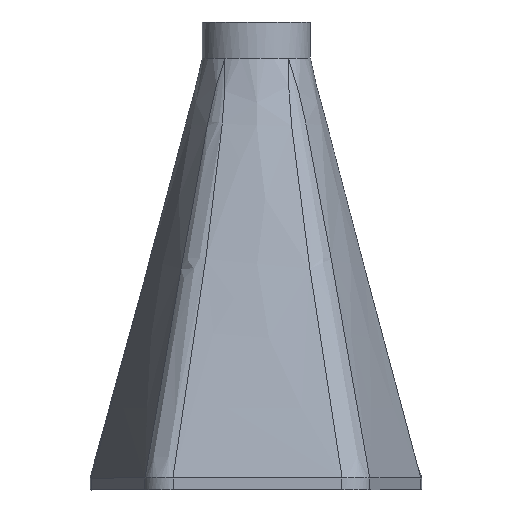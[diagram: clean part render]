
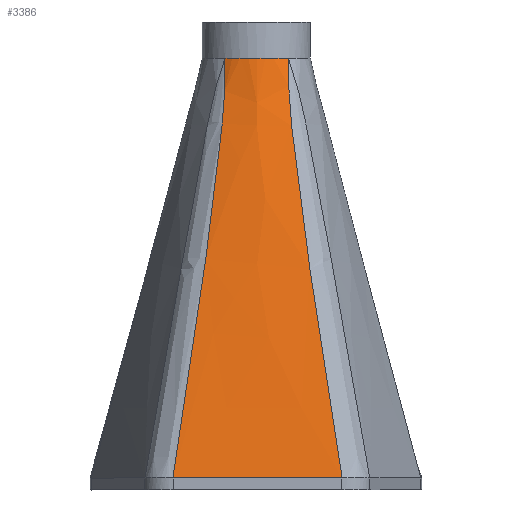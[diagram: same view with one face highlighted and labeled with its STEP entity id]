
A CAD part, front view. The second image highlights one B-rep face of the part: STEP entity #3386.
In plain terms, the highlighted free-form (B-spline) face has degree [3, 3] with [5, 4] control points.
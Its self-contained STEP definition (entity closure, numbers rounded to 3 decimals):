
#55=B_SPLINE_SURFACE_WITH_KNOTS('',3,3,((#10821,#10822,#10823,#10824),(#10825,
#10826,#10827,#10828),(#10829,#10830,#10831,#10832),(#10833,#10834,#10835,
#10836),(#10837,#10838,#10839,#10840)),.UNSPECIFIED.,.F.,.F.,.F.,(4,1,4),
(4,4),(0.,0.571,1.),(0.,1.),.UNSPECIFIED.);
#312=FACE_OUTER_BOUND('',#520,.T.);
#520=EDGE_LOOP('',(#2719,#2720,#2721,#2722,#2723,#2724));
#673=CIRCLE('',#3643,9.);
#909=B_SPLINE_CURVE_WITH_KNOTS('',3,(#10715,#10716,#10717,#10718,#10719,
#10720,#10721,#10722,#10723,#10724,#10725,#10726,#10727,#10728,#10729,#10730,
#10731,#10732,#10733,#10734),.UNSPECIFIED.,.F.,.F.,(4,1,1,1,1,1,1,1,1,1,
1,1,1,1,1,2,4),(-7.24,-6.528,-5.803,-5.077,
-4.352,-3.989,-3.627,-3.264,
-2.901,-2.539,-2.176,-1.813,
-1.451,-0.725,-0.363,0.,0.005),
 .UNSPECIFIED.);
#912=B_SPLINE_CURVE_WITH_KNOTS('',3,(#10811,#10812,#10813,#10814),
 .UNSPECIFIED.,.F.,.F.,(4,4),(-0.459,-0.45),
 .UNSPECIFIED.);
#914=B_SPLINE_CURVE_WITH_KNOTS('',3,(#10844,#10845,#10846,#10847),
 .UNSPECIFIED.,.F.,.F.,(4,4),(-4.233,-4.219),
 .UNSPECIFIED.);
#915=B_SPLINE_CURVE_WITH_KNOTS('',3,(#10849,#10850,#10851,#10852,#10853,
#10854,#10855,#10856,#10857,#10858,#10859,#10860,#10861,#10862,#10863,#10864,
#10865,#10866,#10867,#10868,#10869,#10870,#10871,#10872),.UNSPECIFIED.,
 .F.,.F.,(4,2,1,1,1,1,1,1,1,1,1,1,1,1,1,1,1,1,1,1,4),(-0.005,
0.,0.363,0.725,1.088,1.451,
1.813,2.176,2.539,2.901,3.264,
3.627,3.989,4.352,4.715,5.077,
5.44,5.803,6.165,6.528,7.24),
 .UNSPECIFIED.);
#1081=LINE('',#10842,#1207);
#1207=VECTOR('',#4172,10.);
#1525=VERTEX_POINT('',#10713);
#1526=VERTEX_POINT('',#10714);
#1530=VERTEX_POINT('',#10809);
#1532=VERTEX_POINT('',#10841);
#1533=VERTEX_POINT('',#10843);
#1534=VERTEX_POINT('',#10848);
#1979=EDGE_CURVE('',#1525,#1526,#909,.T.);
#1984=EDGE_CURVE('',#1530,#1525,#912,.T.);
#1987=EDGE_CURVE('',#1530,#1532,#1081,.T.);
#1988=EDGE_CURVE('',#1533,#1532,#914,.T.);
#1989=EDGE_CURVE('',#1534,#1533,#915,.T.);
#1990=EDGE_CURVE('',#1526,#1534,#673,.T.);
#2719=ORIENTED_EDGE('',*,*,#1979,.F.);
#2720=ORIENTED_EDGE('',*,*,#1984,.F.);
#2721=ORIENTED_EDGE('',*,*,#1987,.T.);
#2722=ORIENTED_EDGE('',*,*,#1988,.F.);
#2723=ORIENTED_EDGE('',*,*,#1989,.F.);
#2724=ORIENTED_EDGE('',*,*,#1990,.F.);
#3386=ADVANCED_FACE('',(#312),#55,.F.);
#3643=AXIS2_PLACEMENT_3D('',#10873,#4173,#4174);
#4172=DIRECTION('',(1.,0.008,0.));
#4173=DIRECTION('center_axis',(0.,0.,
1.));
#4174=DIRECTION('ref_axis',(1.,0.,0.));
#10713=CARTESIAN_POINT('',(-13.902,-24.381,0.004));
#10714=CARTESIAN_POINT('',(-5.232,-7.323,70.));
#10715=CARTESIAN_POINT('Ctrl Pts',(-13.902,-24.381,0.004));
#10716=CARTESIAN_POINT('Ctrl Pts',(-13.543,-23.844,2.287));
#10717=CARTESIAN_POINT('Ctrl Pts',(-12.823,-22.761,
6.895));
#10718=CARTESIAN_POINT('Ctrl Pts',(-11.754,-21.135,
13.833));
#10719=CARTESIAN_POINT('Ctrl Pts',(-10.698,-19.503,
20.816));
#10720=CARTESIAN_POINT('Ctrl Pts',(-9.837,-18.146,
26.639));
#10721=CARTESIAN_POINT('Ctrl Pts',(-9.164,-17.062,
31.299));
#10722=CARTESIAN_POINT('Ctrl Pts',(-8.667,-16.249,34.796));
#10723=CARTESIAN_POINT('Ctrl Pts',(-8.181,-15.435,
38.294));
#10724=CARTESIAN_POINT('Ctrl Pts',(-7.707,-14.621,
41.793));
#10725=CARTESIAN_POINT('Ctrl Pts',(-7.247,-13.805,
45.295));
#10726=CARTESIAN_POINT('Ctrl Pts',(-6.806,-12.985,
48.798));
#10727=CARTESIAN_POINT('Ctrl Pts',(-6.386,-12.159,
52.304));
#10728=CARTESIAN_POINT('Ctrl Pts',(-5.869,-11.04,56.984));
#10729=CARTESIAN_POINT('Ctrl Pts',(-5.428,-9.891,
61.672));
#10730=CARTESIAN_POINT('Ctrl Pts',(-5.181,-8.591,66.383));
#10731=CARTESIAN_POINT('Ctrl Pts',(-5.179,-7.818,
68.756));
#10732=CARTESIAN_POINT('Ctrl Pts',(-5.23,-7.336,
69.967));
#10733=CARTESIAN_POINT('Ctrl Pts',(-5.231,-7.33,69.983));
#10734=CARTESIAN_POINT('Ctrl Pts',(-5.232,-7.323,70.));
#10809=CARTESIAN_POINT('',(-13.807,-24.381,0.));
#10811=CARTESIAN_POINT('Ctrl Pts',(-13.807,-24.381,
0.));
#10812=CARTESIAN_POINT('Ctrl Pts',(-13.839,-24.382,
0.));
#10813=CARTESIAN_POINT('Ctrl Pts',(-13.871,-24.381,0.001));
#10814=CARTESIAN_POINT('Ctrl Pts',(-13.902,-24.381,
0.004));
#10821=CARTESIAN_POINT('Ctrl Pts',(-5.232,-7.323,70.));
#10822=CARTESIAN_POINT('Ctrl Pts',(-9.301,-13.019,
46.667));
#10823=CARTESIAN_POINT('Ctrl Pts',(-13.37,-18.714,
23.333));
#10824=CARTESIAN_POINT('Ctrl Pts',(-17.44,-24.41,0.));
#10825=CARTESIAN_POINT('Ctrl Pts',(-3.479,-8.575,
70.));
#10826=CARTESIAN_POINT('Ctrl Pts',(-5.892,-13.832,
46.667));
#10827=CARTESIAN_POINT('Ctrl Pts',(-8.309,-19.1,
23.333));
#10828=CARTESIAN_POINT('Ctrl Pts',(-10.722,-24.357,
0.));
#10829=CARTESIAN_POINT('Ctrl Pts',(0.397,-9.609,70.));
#10830=CARTESIAN_POINT('Ctrl Pts',(0.609,-14.495,
46.667));
#10831=CARTESIAN_POINT('Ctrl Pts',(0.821,-19.377,
23.333));
#10832=CARTESIAN_POINT('Ctrl Pts',(1.033,-24.263,0.));
#10833=CARTESIAN_POINT('Ctrl Pts',(4.048,-8.199,70.));
#10834=CARTESIAN_POINT('Ctrl Pts',(6.961,-13.522,46.667));
#10835=CARTESIAN_POINT('Ctrl Pts',(9.876,-18.846,23.333));
#10836=CARTESIAN_POINT('Ctrl Pts',(12.788,-24.169,0.));
#10837=CARTESIAN_POINT('Ctrl Pts',(5.348,-7.239,70.));
#10838=CARTESIAN_POINT('Ctrl Pts',(9.507,-12.869,46.667));
#10839=CARTESIAN_POINT('Ctrl Pts',(13.667,-18.499,23.333));
#10840=CARTESIAN_POINT('Ctrl Pts',(17.826,-24.129,0.));
#10841=CARTESIAN_POINT('',(14.194,-24.158,0.));
#10842=CARTESIAN_POINT('',(-17.44,-24.41,0.));
#10843=CARTESIAN_POINT('',(14.289,-24.157,0.004));
#10844=CARTESIAN_POINT('Ctrl Pts',(14.289,-24.157,0.004));
#10845=CARTESIAN_POINT('Ctrl Pts',(14.257,-24.157,0.001));
#10846=CARTESIAN_POINT('Ctrl Pts',(14.225,-24.158,0.));
#10847=CARTESIAN_POINT('Ctrl Pts',(14.194,-24.158,0.));
#10848=CARTESIAN_POINT('',(5.348,-7.239,70.));
#10849=CARTESIAN_POINT('Ctrl Pts',(5.348,-7.239,70.));
#10850=CARTESIAN_POINT('Ctrl Pts',(5.347,-7.245,69.983));
#10851=CARTESIAN_POINT('Ctrl Pts',(5.347,-7.252,69.967));
#10852=CARTESIAN_POINT('Ctrl Pts',(5.303,-7.734,68.756));
#10853=CARTESIAN_POINT('Ctrl Pts',(5.317,-8.507,66.383));
#10854=CARTESIAN_POINT('Ctrl Pts',(5.517,-9.481,62.849));
#10855=CARTESIAN_POINT('Ctrl Pts',(5.816,-10.372,59.328));
#10856=CARTESIAN_POINT('Ctrl Pts',(6.177,-11.224,55.814));
#10857=CARTESIAN_POINT('Ctrl Pts',(6.579,-12.056,52.304));
#10858=CARTESIAN_POINT('Ctrl Pts',(7.011,-12.875,48.798));
#10859=CARTESIAN_POINT('Ctrl Pts',(7.466,-13.688,45.295));
#10860=CARTESIAN_POINT('Ctrl Pts',(7.939,-14.496,41.793));
#10861=CARTESIAN_POINT('Ctrl Pts',(8.426,-15.303,38.294));
#10862=CARTESIAN_POINT('Ctrl Pts',(8.925,-16.108,34.796));
#10863=CARTESIAN_POINT('Ctrl Pts',(9.435,-16.914,31.299));
#10864=CARTESIAN_POINT('Ctrl Pts',(9.952,-17.719,27.804));
#10865=CARTESIAN_POINT('Ctrl Pts',(10.478,-18.525,24.31));
#10866=CARTESIAN_POINT('Ctrl Pts',(11.01,-19.331,20.817));
#10867=CARTESIAN_POINT('Ctrl Pts',(11.548,-20.138,17.324));
#10868=CARTESIAN_POINT('Ctrl Pts',(12.092,-20.946,13.833));
#10869=CARTESIAN_POINT('Ctrl Pts',(12.64,-21.755,10.343));
#10870=CARTESIAN_POINT('Ctrl Pts',(13.37,-22.824,5.733));
#10871=CARTESIAN_POINT('Ctrl Pts',(13.921,-23.625,2.287));
#10872=CARTESIAN_POINT('Ctrl Pts',(14.289,-24.157,0.004));
#10873=CARTESIAN_POINT('Origin',(0.,0.,70.));
